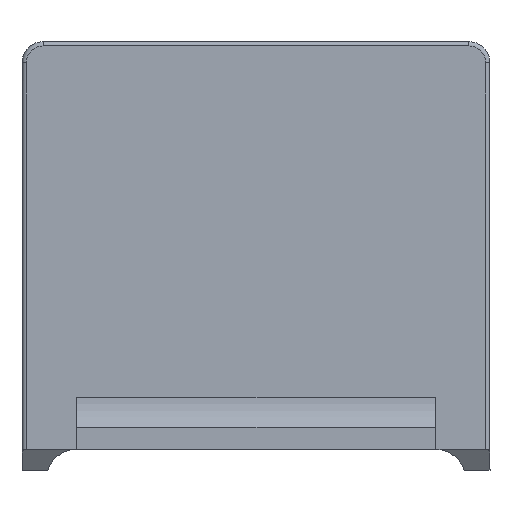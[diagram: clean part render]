
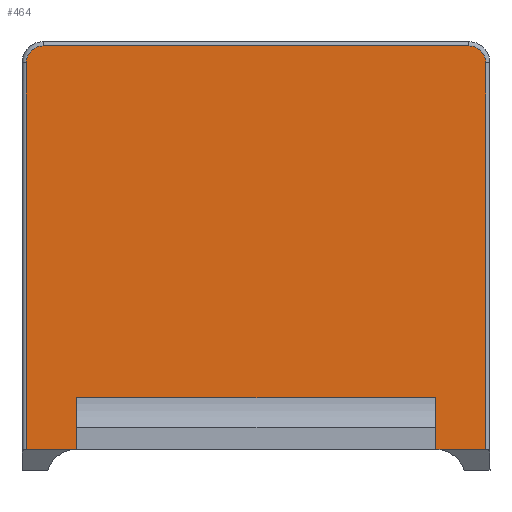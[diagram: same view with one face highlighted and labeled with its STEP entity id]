
A CAD part, left-side view. The second image highlights one B-rep face of the part: STEP entity #464.
In plain terms, the highlighted planar face has unit normal (-1, 0, 0).
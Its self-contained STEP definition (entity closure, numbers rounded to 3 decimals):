
#218=AXIS2_PLACEMENT_3D('Circle Axis2P3D',#216,#217,$) ;
#373=AXIS2_PLACEMENT_3D('Plane Axis2P3D',#370,#371,#372) ;
#386=AXIS2_PLACEMENT_3D('Circle Axis2P3D',#384,#385,$) ;
#426=AXIS2_PLACEMENT_3D('Circle Axis2P3D',#424,#425,$) ;
#440=AXIS2_PLACEMENT_3D('Circle Axis2P3D',#438,#439,$) ;
#213=CARTESIAN_POINT('Vertex',(1.05,2.34,0.975)) ;
#216=CARTESIAN_POINT('Axis2P3D Location',(1.05,2.614,-0.5)) ;
#220=CARTESIAN_POINT('Vertex',(1.05,2.575,0.999)) ;
#370=CARTESIAN_POINT('Axis2P3D Location',(1.05,11.,0.)) ;
#375=CARTESIAN_POINT('Line Origine',(1.05,20.73,0.975)) ;
#379=CARTESIAN_POINT('Vertex',(1.05,19.66,0.975)) ;
#381=CARTESIAN_POINT('Vertex',(1.05,21.8,0.975)) ;
#384=CARTESIAN_POINT('Axis2P3D Location',(1.05,19.386,-0.5)) ;
#388=CARTESIAN_POINT('Vertex',(1.05,19.425,1.)) ;
#391=CARTESIAN_POINT('Line Origine',(1.05,19.425,2.2)) ;
#395=CARTESIAN_POINT('Vertex',(1.05,19.425,3.4)) ;
#398=CARTESIAN_POINT('Line Origine',(1.05,11.,3.4)) ;
#402=CARTESIAN_POINT('Vertex',(1.05,2.575,3.4)) ;
#405=CARTESIAN_POINT('Line Origine',(1.05,2.575,2.2)) ;
#410=CARTESIAN_POINT('Line Origine',(1.05,1.27,0.975)) ;
#414=CARTESIAN_POINT('Vertex',(1.05,0.2,0.975)) ;
#417=CARTESIAN_POINT('Line Origine',(1.05,0.2,10.062)) ;
#421=CARTESIAN_POINT('Vertex',(1.05,0.2,19.15)) ;
#424=CARTESIAN_POINT('Axis2P3D Location',(1.05,1.,19.15)) ;
#428=CARTESIAN_POINT('Vertex',(1.05,1.,19.95)) ;
#431=CARTESIAN_POINT('Line Origine',(1.05,11.,19.95)) ;
#435=CARTESIAN_POINT('Vertex',(1.05,21.,19.95)) ;
#438=CARTESIAN_POINT('Axis2P3D Location',(1.05,21.,19.15)) ;
#442=CARTESIAN_POINT('Vertex',(1.05,21.8,19.15)) ;
#445=CARTESIAN_POINT('Line Origine',(1.05,21.8,10.062)) ;
#217=DIRECTION('Axis2P3D Direction',(-1.,0.,0.)) ;
#371=DIRECTION('Axis2P3D Direction',(-1.,0.,0.)) ;
#372=DIRECTION('Axis2P3D XDirection',(0.,-1.,0.)) ;
#376=DIRECTION('Vector Direction',(0.,1.,0.)) ;
#385=DIRECTION('Axis2P3D Direction',(-1.,0.,0.)) ;
#392=DIRECTION('Vector Direction',(0.,0.,-1.)) ;
#399=DIRECTION('Vector Direction',(0.,-1.,0.)) ;
#406=DIRECTION('Vector Direction',(0.,0.,-1.)) ;
#411=DIRECTION('Vector Direction',(0.,1.,0.)) ;
#418=DIRECTION('Vector Direction',(0.,0.,1.)) ;
#425=DIRECTION('Axis2P3D Direction',(-1.,0.,0.)) ;
#432=DIRECTION('Vector Direction',(0.,-1.,0.)) ;
#439=DIRECTION('Axis2P3D Direction',(-1.,0.,0.)) ;
#446=DIRECTION('Vector Direction',(0.,0.,1.)) ;
#377=VECTOR('Line Direction',#376,1.) ;
#393=VECTOR('Line Direction',#392,1.) ;
#400=VECTOR('Line Direction',#399,1.) ;
#407=VECTOR('Line Direction',#406,1.) ;
#412=VECTOR('Line Direction',#411,1.) ;
#419=VECTOR('Line Direction',#418,1.) ;
#433=VECTOR('Line Direction',#432,1.) ;
#447=VECTOR('Line Direction',#446,1.) ;
#451=ORIENTED_EDGE('',*,*,#383,.F.) ;
#452=ORIENTED_EDGE('',*,*,#390,.T.) ;
#453=ORIENTED_EDGE('',*,*,#397,.T.) ;
#454=ORIENTED_EDGE('',*,*,#404,.T.) ;
#455=ORIENTED_EDGE('',*,*,#409,.F.) ;
#456=ORIENTED_EDGE('',*,*,#222,.T.) ;
#457=ORIENTED_EDGE('',*,*,#416,.F.) ;
#458=ORIENTED_EDGE('',*,*,#423,.T.) ;
#459=ORIENTED_EDGE('',*,*,#430,.T.) ;
#460=ORIENTED_EDGE('',*,*,#437,.T.) ;
#461=ORIENTED_EDGE('',*,*,#444,.T.) ;
#462=ORIENTED_EDGE('',*,*,#449,.T.) ;
#464=ADVANCED_FACE('KLTR',(#463),#374,.T.) ;
#219=CIRCLE('generated circle',#218,1.5) ;
#387=CIRCLE('generated circle',#386,1.5) ;
#427=CIRCLE('generated circle',#426,0.8) ;
#441=CIRCLE('generated circle',#440,0.8) ;
#222=EDGE_CURVE('',#221,#214,#219,.F.) ;
#383=EDGE_CURVE('',#380,#382,#378,.T.) ;
#390=EDGE_CURVE('',#380,#389,#387,.F.) ;
#397=EDGE_CURVE('',#389,#396,#394,.F.) ;
#404=EDGE_CURVE('',#396,#403,#401,.T.) ;
#409=EDGE_CURVE('',#221,#403,#408,.F.) ;
#416=EDGE_CURVE('',#415,#214,#413,.T.) ;
#423=EDGE_CURVE('',#415,#422,#420,.T.) ;
#430=EDGE_CURVE('',#422,#429,#427,.T.) ;
#437=EDGE_CURVE('',#429,#436,#434,.F.) ;
#444=EDGE_CURVE('',#436,#443,#441,.T.) ;
#449=EDGE_CURVE('',#443,#382,#448,.F.) ;
#450=EDGE_LOOP('',(#451,#452,#453,#454,#455,#456,#457,#458,#459,#460,#461,#462)) ;
#463=FACE_OUTER_BOUND('',#450,.T.) ;
#378=LINE('Line',#375,#377) ;
#394=LINE('Line',#391,#393) ;
#401=LINE('Line',#398,#400) ;
#408=LINE('Line',#405,#407) ;
#413=LINE('Line',#410,#412) ;
#420=LINE('Line',#417,#419) ;
#434=LINE('Line',#431,#433) ;
#448=LINE('Line',#445,#447) ;
#374=PLANE('',#373) ;
#214=VERTEX_POINT('',#213) ;
#221=VERTEX_POINT('',#220) ;
#380=VERTEX_POINT('',#379) ;
#382=VERTEX_POINT('',#381) ;
#389=VERTEX_POINT('',#388) ;
#396=VERTEX_POINT('',#395) ;
#403=VERTEX_POINT('',#402) ;
#415=VERTEX_POINT('',#414) ;
#422=VERTEX_POINT('',#421) ;
#429=VERTEX_POINT('',#428) ;
#436=VERTEX_POINT('',#435) ;
#443=VERTEX_POINT('',#442) ;
